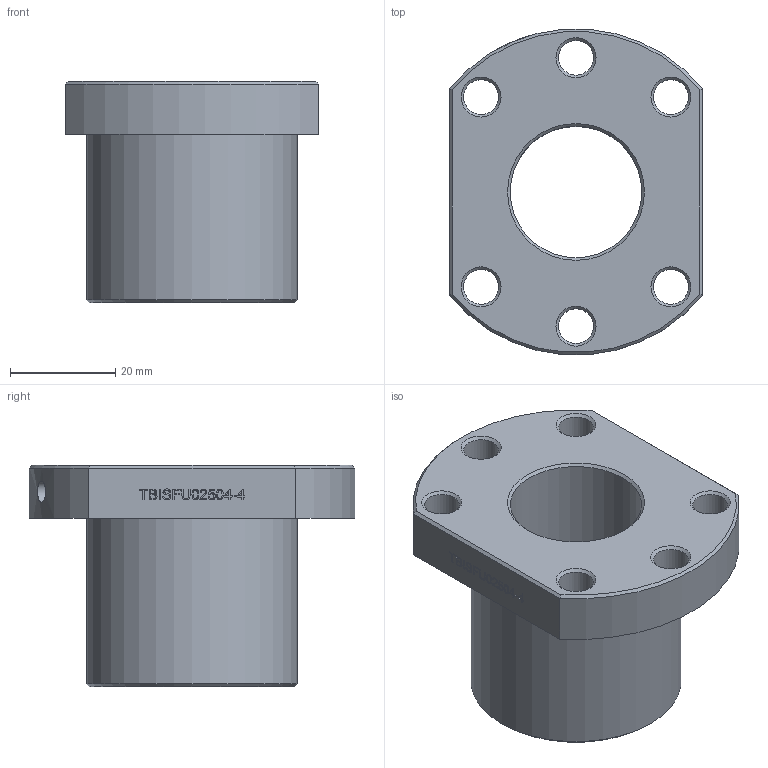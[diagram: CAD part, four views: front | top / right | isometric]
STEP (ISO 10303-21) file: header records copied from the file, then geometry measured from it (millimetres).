
FILE_DESCRIPTION(/* description */ (''),/* implementation_level */ '2;1');
FILE_NAME(/* name */ 'SFU02504-4.stp',/* time_stamp */ '2020-03-23T20:55:08+08:00',/* author */ (''),/* organization */ (''),/* preprocessor_version */ 'ST-DEVELOPER v16',/* originating_system */ 'SIEMENS PLM Software NX 10.0',/* authorisation */ '');
FILE_SCHEMA (('AUTOMOTIVE_DESIGN { 1 0 10303 214 3 1 1 1 }'));
Length unit declared in the file: millimetre
Products named in the file (1): Admi0BFC4609naj1
Bounding box: 48 x 61.8 x 42 mm (x, y, z)
Volume: 43726.3 mm3; surface area: 14327.2 mm2
Topology: 1 solids, 1 shells, 152 faces, 374 edges, 245 vertices
Faces by surface type: plane 101, extrusion 24, cone 13, cylinder 12, bspline 2
Full cylindrical faces by diameter (mm): 4 x1, 5.2 x1, 6.6 x6, 25 x1, 40 x1
Entity records: 5756 total; most frequent: CARTESIAN_POINT 2433, ORIENTED_EDGE 700, DIRECTION 530, EDGE_CURVE 350, VERTEX_POINT 243, EDGE_LOOP 208, VECTOR 206, LINE 182
